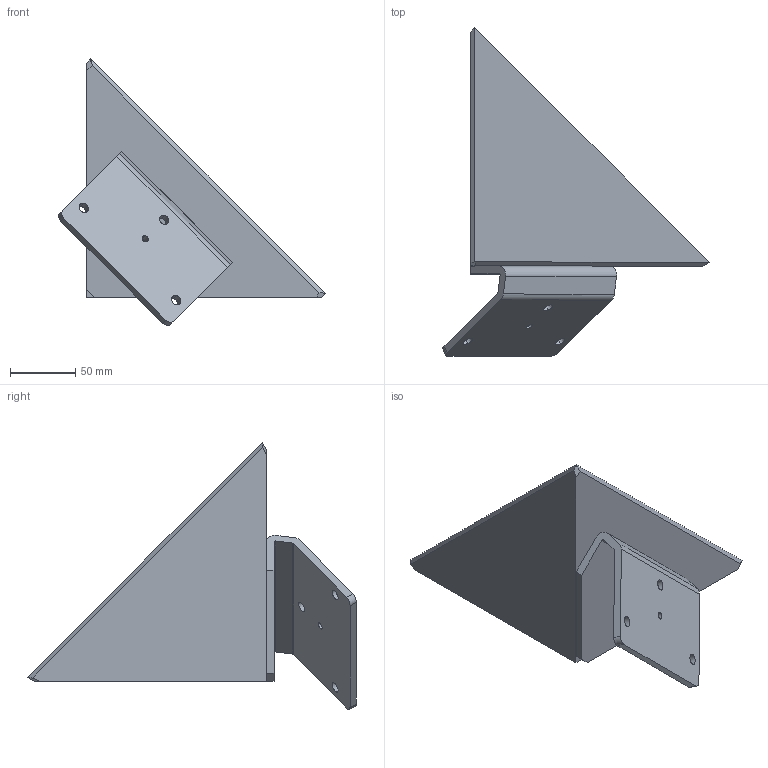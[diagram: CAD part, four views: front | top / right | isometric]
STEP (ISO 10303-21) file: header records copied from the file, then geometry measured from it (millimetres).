
FILE_DESCRIPTION (( 'STEP AP214' ), '1' );
FILE_NAME ('FMWRL1000_3D.step', '2023-10-23T16:47:47', ( '' ), ( '' ), 'SwSTEP 2.0', 'SolidWorks 2022', '' );
FILE_SCHEMA (( 'AUTOMOTIVE_DESIGN' ));
Length unit declared in the file: inch
Products named in the file (3): FMWRL1000_3D; 254^FMWRL1000; 215.9 Ö§¼Ü^FMWRL1000
Assembly tree (2 placements, depth 2):
  FMWRL1000_3D
    254^FMWRL1000
    215.9 Ö§¼Ü^FMWRL1000
Bounding box: 204.09 x 251.65 x 204.09 mm (x, y, z)
Volume: 260522.4 mm3; surface area: 142714.4 mm2
Topology: 2 solids, 2 shells, 38 faces, 96 edges, 62 vertices
Faces by surface type: plane 24, cylinder 14
Entity records: 1280 total; most frequent: DIRECTION 210, CARTESIAN_POINT 201, ORIENTED_EDGE 192, EDGE_CURVE 96, AXIS2_PLACEMENT_3D 71, VECTOR 68, LINE 68, VERTEX_POINT 62
